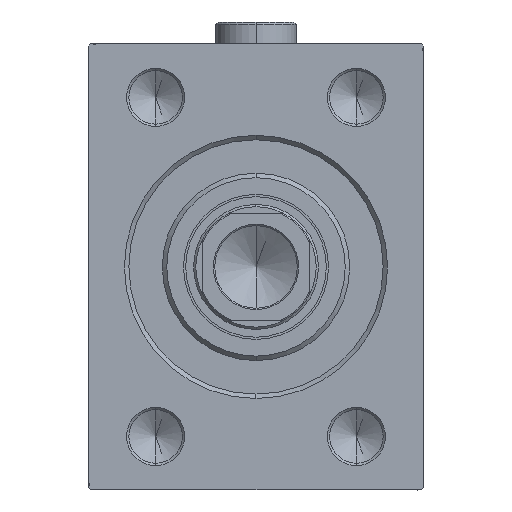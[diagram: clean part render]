
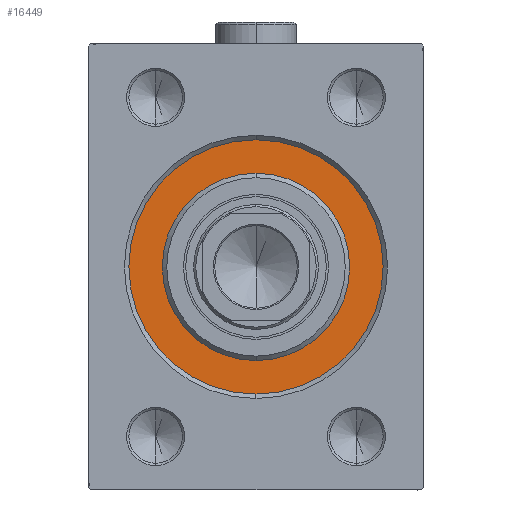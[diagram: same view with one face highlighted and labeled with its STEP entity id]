
A CAD part, left-side view. The second image highlights one B-rep face of the part: STEP entity #16449.
In plain terms, the highlighted face is planar.
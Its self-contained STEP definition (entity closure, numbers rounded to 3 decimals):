
#1507 = FACE_BOUND ( 'NONE', #25083, .T. ) ;
#2291 = AXIS2_PLACEMENT_3D ( 'NONE', #9032, #5580, #15039 ) ;
#4050 = AXIS2_PLACEMENT_3D ( 'NONE', #31476, #27549, #16931 ) ;
#5463 = VERTEX_POINT ( 'NONE', #33978 ) ;
#5580 = DIRECTION ( 'NONE',  ( -1., 0., 0. ) ) ;
#8254 = ORIENTED_EDGE ( 'NONE', *, *, #30021, .F. ) ;
#9032 = CARTESIAN_POINT ( 'NONE',  ( 0., 0., 0. ) ) ;
#9855 = DIRECTION ( 'NONE',  ( 0., 0., -1. ) ) ;
#11014 = CARTESIAN_POINT ( 'NONE',  ( 0., 0., 0. ) ) ;
#12123 = DIRECTION ( 'NONE',  ( 0., 0., 1. ) ) ;
#12128 = AXIS2_PLACEMENT_3D ( 'NONE', #26764, #45011, #9855 ) ;
#12896 = CIRCLE ( 'NONE', #4050, 28.5 ) ;
#13820 = CARTESIAN_POINT ( 'NONE',  ( 0., 0., -21. ) ) ;
#14961 = VERTEX_POINT ( 'NONE', #17671 ) ;
#15039 = DIRECTION ( 'NONE',  ( 0., 0., 1. ) ) ;
#15505 = EDGE_CURVE ( 'NONE', #44923, #5463, #31577, .T. ) ;
#15706 = VERTEX_POINT ( 'NONE', #43824 ) ;
#16449 = ADVANCED_FACE ( 'NONE', ( #1507, #40568 ), #43789, .F. ) ;
#16931 = DIRECTION ( 'NONE',  ( 0., 0., 1. ) ) ;
#17429 = ORIENTED_EDGE ( 'NONE', *, *, #33108, .F. ) ;
#17671 = CARTESIAN_POINT ( 'NONE',  ( 0., 0., 28.5 ) ) ;
#18593 = EDGE_CURVE ( 'NONE', #14961, #15706, #44355, .T. ) ;
#18805 = CIRCLE ( 'NONE', #12128, 21. ) ;
#18842 = CARTESIAN_POINT ( 'NONE',  ( 0., 0., 0. ) ) ;
#18879 = DIRECTION ( 'NONE',  ( 0., 0., -1. ) ) ;
#20527 = AXIS2_PLACEMENT_3D ( 'NONE', #11014, #39680, #18879 ) ;
#25083 = EDGE_LOOP ( 'NONE', ( #17429, #31946 ) ) ;
#26764 = CARTESIAN_POINT ( 'NONE',  ( 0., 0., 0. ) ) ;
#27549 = DIRECTION ( 'NONE',  ( -1., 0., 0. ) ) ;
#30021 = EDGE_CURVE ( 'NONE', #15706, #14961, #12896, .T. ) ;
#31476 = CARTESIAN_POINT ( 'NONE',  ( 0., 0., 0. ) ) ;
#31577 = CIRCLE ( 'NONE', #20527, 21. ) ;
#31946 = ORIENTED_EDGE ( 'NONE', *, *, #15505, .F. ) ;
#32918 = ORIENTED_EDGE ( 'NONE', *, *, #18593, .F. ) ;
#33108 = EDGE_CURVE ( 'NONE', #5463, #44923, #18805, .T. ) ;
#33241 = EDGE_LOOP ( 'NONE', ( #8254, #32918 ) ) ;
#33978 = CARTESIAN_POINT ( 'NONE',  ( 0., 0., 21. ) ) ;
#36398 = DIRECTION ( 'NONE',  ( -1., 0., 0. ) ) ;
#39680 = DIRECTION ( 'NONE',  ( 1., 0., 0. ) ) ;
#39765 = AXIS2_PLACEMENT_3D ( 'NONE', #18842, #36398, #12123 ) ;
#40568 = FACE_OUTER_BOUND ( 'NONE', #33241, .T. ) ;
#43789 = PLANE ( 'NONE',  #39765 ) ;
#43824 = CARTESIAN_POINT ( 'NONE',  ( 0., 0., -28.5 ) ) ;
#44355 = CIRCLE ( 'NONE', #2291, 28.5 ) ;
#44923 = VERTEX_POINT ( 'NONE', #13820 ) ;
#45011 = DIRECTION ( 'NONE',  ( 1., 0., 0. ) ) ;
